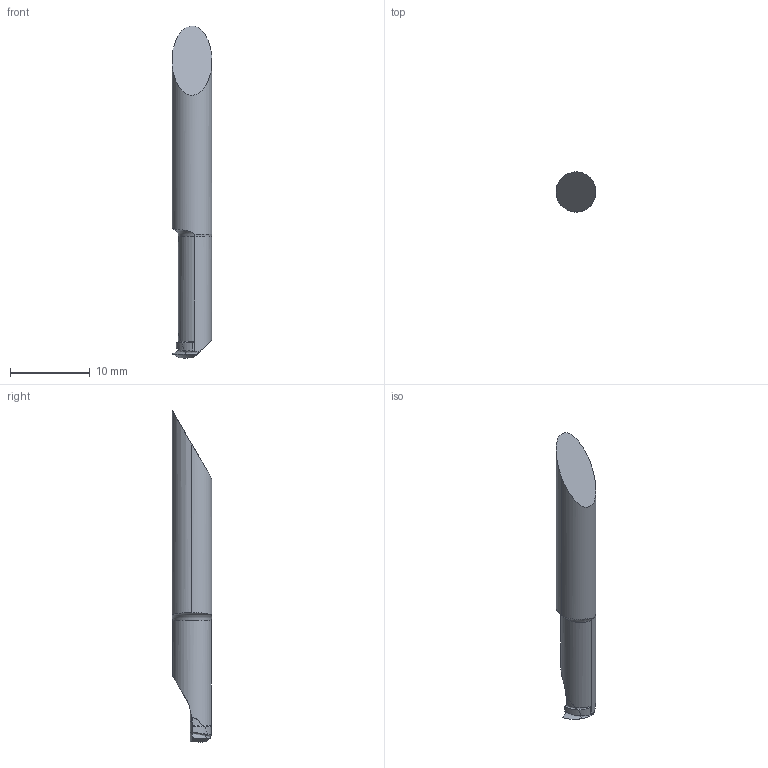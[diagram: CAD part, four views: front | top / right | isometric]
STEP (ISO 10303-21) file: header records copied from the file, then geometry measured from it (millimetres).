
FILE_DESCRIPTION(/* description */ (''),/* implementation_level */ '2;1');
FILE_NAME(/* name */ '1601373939044.stp',/* time_stamp */ '2020-09-29T15:35:49+05:00',/* author */ (''),/* organization */ ('SMS'),/* preprocessor_version */ 'ST-DEVELOPER v16.7',/* originating_system */ 'SIEMENS PLM Software NX 12.0',/* authorisation */ '');
FILE_SCHEMA (('AUTOMOTIVE_DESIGN { 1 0 10303 214 3 1 1 1 }'));
Length unit declared in the file: millimetre
Products named in the file (1): 203173621mod000_00
Bounding box: 5 x 5 x 41.58 mm (x, y, z)
Volume: 616.4 mm3; surface area: 597.7 mm2
Topology: 2 solids, 2 shells, 32 faces, 82 edges, 57 vertices
Faces by surface type: cylinder 12, plane 9, torus 6, bspline 4, cone 1
Entity records: 1676 total; most frequent: CARTESIAN_POINT 919, ORIENTED_EDGE 162, DIRECTION 118, EDGE_CURVE 81, VERTEX_POINT 53, AXIS2_PLACEMENT_3D 47, B_SPLINE_CURVE_WITH_KNOTS 35, ADVANCED_FACE 32
